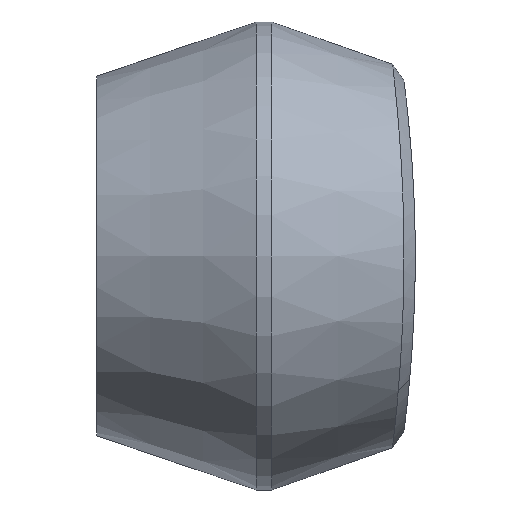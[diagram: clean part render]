
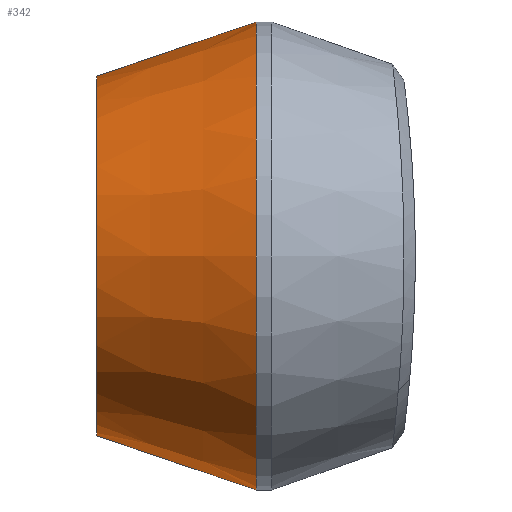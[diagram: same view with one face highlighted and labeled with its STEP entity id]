
A CAD part, left-side view. The second image highlights one B-rep face of the part: STEP entity #342.
In plain terms, the highlighted conical face has half-angle 18.817 degrees and reference radius 19.503 mm.
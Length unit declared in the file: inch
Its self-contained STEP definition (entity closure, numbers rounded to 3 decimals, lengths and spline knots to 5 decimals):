
#68 = AXIS2_PLACEMENT_3D ( 'NONE', #735, #481, #565 ) ;
#75 = EDGE_LOOP ( 'NONE', ( #239, #702, #766, #511 ) ) ;
#106 = FACE_OUTER_BOUND ( 'NONE', #75, .T. ) ;
#112 = EDGE_CURVE ( 'NONE', #877, #848, #520, .T. ) ;
#147 = VECTOR ( 'NONE', #171, 39.37008 ) ;
#158 = EDGE_CURVE ( 'NONE', #410, #161, #241, .T. ) ;
#161 = VERTEX_POINT ( 'NONE', #1045 ) ;
#171 = DIRECTION ( 'NONE',  ( 0., -0.947, -0.323 ) ) ;
#199 = LINE ( 'NONE', #698, #147 ) ;
#239 = ORIENTED_EDGE ( 'NONE', *, *, #734, .F. ) ;
#241 = CIRCLE ( 'NONE', #68, 1. ) ;
#326 = DIRECTION ( 'NONE',  ( 0., -1., 0. ) ) ;
#342 = ADVANCED_FACE ( 'NONE', ( #106 ), #381, .T. ) ;
#356 = CARTESIAN_POINT ( 'NONE',  ( 0., 6.6875, 0. ) ) ;
#381 = CONICAL_SURFACE ( 'NONE', #704, 0.76784, 0.328 ) ;
#397 = AXIS2_PLACEMENT_3D ( 'NONE', #587, #326, #666 ) ;
#410 = VERTEX_POINT ( 'NONE', #472 ) ;
#451 = DIRECTION ( 'NONE',  ( 0., -1., 0. ) ) ;
#472 = CARTESIAN_POINT ( 'NONE',  ( 0., 6.00621, 1. ) ) ;
#481 = DIRECTION ( 'NONE',  ( 0., -1., 0. ) ) ;
#511 = ORIENTED_EDGE ( 'NONE', *, *, #158, .F. ) ;
#520 = CIRCLE ( 'NONE', #397, 0.76784 ) ;
#560 = CARTESIAN_POINT ( 'NONE',  ( 0., 6.6875, -0.76784 ) ) ;
#565 = DIRECTION ( 'NONE',  ( 0., 0., -1. ) ) ;
#587 = CARTESIAN_POINT ( 'NONE',  ( 0., 6.6875, 0. ) ) ;
#649 = EDGE_CURVE ( 'NONE', #848, #161, #199, .T. ) ;
#666 = DIRECTION ( 'NONE',  ( 0., 0., -1. ) ) ;
#698 = CARTESIAN_POINT ( 'NONE',  ( 0., 6.6875, -0.76784 ) ) ;
#699 = DIRECTION ( 'NONE',  ( 0., 0., -1. ) ) ;
#702 = ORIENTED_EDGE ( 'NONE', *, *, #112, .T. ) ;
#704 = AXIS2_PLACEMENT_3D ( 'NONE', #356, #451, #699 ) ;
#712 = CARTESIAN_POINT ( 'NONE',  ( 0., 6.6875, 0.76784 ) ) ;
#734 = EDGE_CURVE ( 'NONE', #877, #410, #958, .T. ) ;
#735 = CARTESIAN_POINT ( 'NONE',  ( 0., 6.00621, 0. ) ) ;
#766 = ORIENTED_EDGE ( 'NONE', *, *, #649, .T. ) ;
#848 = VERTEX_POINT ( 'NONE', #560 ) ;
#877 = VERTEX_POINT ( 'NONE', #887 ) ;
#887 = CARTESIAN_POINT ( 'NONE',  ( 0., 6.6875, 0.76784 ) ) ;
#950 = DIRECTION ( 'NONE',  ( 0., -0.947, 0.323 ) ) ;
#958 = LINE ( 'NONE', #712, #1027 ) ;
#1027 = VECTOR ( 'NONE', #950, 39.37008 ) ;
#1045 = CARTESIAN_POINT ( 'NONE',  ( 0., 6.00621, -1. ) ) ;
